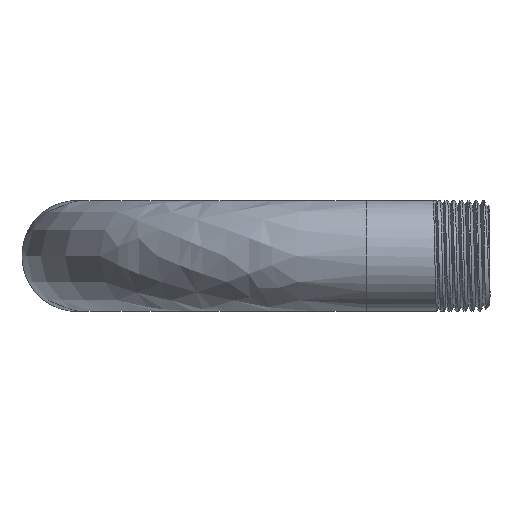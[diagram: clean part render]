
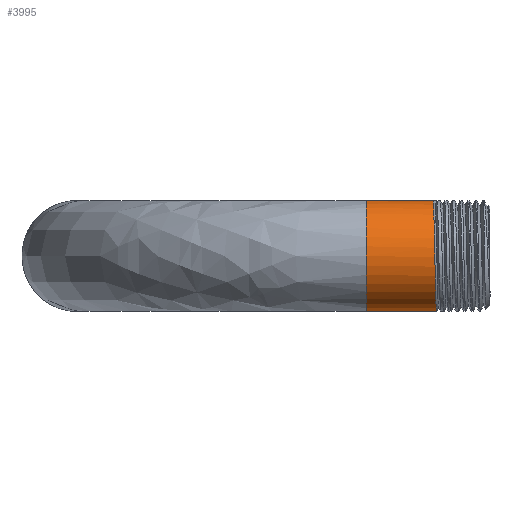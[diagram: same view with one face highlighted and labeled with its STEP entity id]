
A CAD part, left-side view. The second image highlights one B-rep face of the part: STEP entity #3995.
In plain terms, the highlighted cylindrical face has radius 13.45 mm (diameter 26.9 mm), a partial arc.
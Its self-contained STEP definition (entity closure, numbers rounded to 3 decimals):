
#278 = CARTESIAN_POINT ( 'NONE',  ( -73.049, -16.997, -13.107 ) ) ;
#297 = EDGE_LOOP ( 'NONE', ( #5438, #7323, #6995, #9509 ) ) ;
#309 = CARTESIAN_POINT ( 'NONE',  ( -80.937, -16.795, -7.841 ) ) ;
#344 = CARTESIAN_POINT ( 'NONE',  ( -83.109, -16.556, 3.042 ) ) ;
#363 = VECTOR ( 'NONE', #5149, 1000. ) ;
#380 = CARTESIAN_POINT ( 'NONE',  ( -76.738, -16.327, 11.649 ) ) ;
#885 = VECTOR ( 'NONE', #2592, 1000. ) ;
#933 = CARTESIAN_POINT ( 'NONE',  ( -70., -16.179, 13.45 ) ) ;
#1070 = CARTESIAN_POINT ( 'NONE',  ( -70., 0., 0. ) ) ;
#1096 = CARTESIAN_POINT ( 'NONE',  ( -74.325, -16.97, -12.743 ) ) ;
#1127 = CARTESIAN_POINT ( 'NONE',  ( -82.084, -16.749, -5.972 ) ) ;
#1158 = CARTESIAN_POINT ( 'NONE',  ( -82.748, -16.529, 4.311 ) ) ;
#1191 = CARTESIAN_POINT ( 'NONE',  ( -75.564, -16.299, 12.253 ) ) ;
#1879 = DIRECTION ( 'NONE',  ( 0., 0., -1. ) ) ;
#1902 = CARTESIAN_POINT ( 'NONE',  ( -75.548, -16.942, -12.26 ) ) ;
#1917 = DIRECTION ( 'NONE',  ( 0., -1., 0. ) ) ;
#1931 = CARTESIAN_POINT ( 'NONE',  ( -82.74, -16.712, -4.333 ) ) ;
#1961 = CARTESIAN_POINT ( 'NONE',  ( -82.092, -16.492, 5.956 ) ) ;
#1994 = CARTESIAN_POINT ( 'NONE',  ( -73.509, -16.253, 13.015 ) ) ;
#2092 = CARTESIAN_POINT ( 'NONE',  ( -70., -17.061, -13.45 ) ) ;
#2198 = B_SPLINE_CURVE_WITH_KNOTS ( 'NONE', 3,
 ( #3484, #8118, #5071, #278, #5850, #1096, #6628, #1902, #7391, #2707, #8148, #3512, #8939, #4294, #9713, #5104, #309, #5880, #1127, #6655, #1931, #7420, #2738, #8178, #3541, #8968, #4324, #9745, #5137, #344, #5909, #1158, #6686, #1961, #7447, #2771, #8210, #3574, #8999, #4359, #9776, #5171, #380, #5942, #1191, #6721, #1994, #7482, #2805, #8242 ),
 .UNSPECIFIED., .F., .F.,
 ( 4, 2, 2, 2, 2, 2, 2, 2, 2, 2, 2, 2, 2, 2, 2, 2, 2, 2, 2, 2, 2, 2, 2, 2, 4 ),
 ( 0.546, 0.548, 0.55, 0.551, 0.552, 0.553, 0.556, 0.557, 0.559, 0.561, 0.563, 0.564, 0.567, 0.568, 0.569, 0.571, 0.572, 0.575, 0.576, 0.577, 0.58, 0.581, 0.582, 0.585, 0.588 ),
 .UNSPECIFIED. ) ;
#2509 = LINE ( 'NONE', #5013, #363 ) ;
#2592 = DIRECTION ( 'NONE',  ( 0., -1., 0. ) ) ;
#2707 = CARTESIAN_POINT ( 'NONE',  ( -76.72, -16.915, -11.659 ) ) ;
#2738 = CARTESIAN_POINT ( 'NONE',  ( -83.105, -16.685, -3.06 ) ) ;
#2771 = CARTESIAN_POINT ( 'NONE',  ( -80.949, -16.446, 7.824 ) ) ;
#2805 = CARTESIAN_POINT ( 'NONE',  ( -70.888, -16.198, 13.45 ) ) ;
#3270 = FACE_OUTER_BOUND ( 'NONE', #297, .T. ) ;
#3400 = CARTESIAN_POINT ( 'NONE',  ( -70., 500000., -13.45 ) ) ;
#3484 = CARTESIAN_POINT ( 'NONE',  ( -70., -17.061, -13.45 ) ) ;
#3512 = CARTESIAN_POINT ( 'NONE',  ( -78.206, -16.878, -10.694 ) ) ;
#3541 = CARTESIAN_POINT ( 'NONE',  ( -83.449, -16.639, -0.898 ) ) ;
#3574 = CARTESIAN_POINT ( 'NONE',  ( -80.124, -16.418, 8.866 ) ) ;
#3995 = ADVANCED_FACE ( 'NONE', ( #3270 ), #5119, .T. ) ;
#4155 = EDGE_CURVE ( 'NONE', #4815, #6474, #4758, .T. ) ;
#4294 = CARTESIAN_POINT ( 'NONE',  ( -79.814, -16.832, -9.208 ) ) ;
#4324 = CARTESIAN_POINT ( 'NONE',  ( -83.429, -16.602, 0.874 ) ) ;
#4359 = CARTESIAN_POINT ( 'NONE',  ( -78.897, -16.382, 10.125 ) ) ;
#4476 = EDGE_CURVE ( 'NONE', #9113, #4910, #2509, .T. ) ;
#4758 = LINE ( 'NONE', #3400, #885 ) ;
#4815 = VERTEX_POINT ( 'NONE', #7707 ) ;
#4910 = VERTEX_POINT ( 'NONE', #933 ) ;
#5013 = CARTESIAN_POINT ( 'NONE',  ( -70., 500000., 13.45 ) ) ;
#5014 = EDGE_CURVE ( 'NONE', #6474, #4910, #2198, .T. ) ;
#5071 = CARTESIAN_POINT ( 'NONE',  ( -71.75, -17.025, -13.365 ) ) ;
#5087 = CARTESIAN_POINT ( 'NONE',  ( -70., 500000., 0. ) ) ;
#5104 = CARTESIAN_POINT ( 'NONE',  ( -80.672, -16.804, -8.199 ) ) ;
#5119 = CYLINDRICAL_SURFACE ( 'NONE', #5547, 13.45 ) ;
#5137 = CARTESIAN_POINT ( 'NONE',  ( -83.279, -16.575, 2.183 ) ) ;
#5149 = DIRECTION ( 'NONE',  ( 0., -1., 0. ) ) ;
#5171 = CARTESIAN_POINT ( 'NONE',  ( -77.121, -16.336, 11.419 ) ) ;
#5410 = DIRECTION ( 'NONE',  ( 0., 0., -1. ) ) ;
#5438 = ORIENTED_EDGE ( 'NONE', *, *, #4476, .F. ) ;
#5547 = AXIS2_PLACEMENT_3D ( 'NONE', #5087, #1917, #5410 ) ;
#5850 = CARTESIAN_POINT ( 'NONE',  ( -73.482, -16.988, -12.999 ) ) ;
#5880 = CARTESIAN_POINT ( 'NONE',  ( -81.67, -16.768, -6.744 ) ) ;
#5909 = CARTESIAN_POINT ( 'NONE',  ( -83.003, -16.547, 3.468 ) ) ;
#5942 = CARTESIAN_POINT ( 'NONE',  ( -75.961, -16.308, 12.065 ) ) ;
#6474 = VERTEX_POINT ( 'NONE', #2092 ) ;
#6606 = DIRECTION ( 'NONE',  ( 0., -1., 0. ) ) ;
#6628 = CARTESIAN_POINT ( 'NONE',  ( -74.738, -16.96, -12.595 ) ) ;
#6655 = CARTESIAN_POINT ( 'NONE',  ( -82.59, -16.722, -4.752 ) ) ;
#6686 = CARTESIAN_POINT ( 'NONE',  ( -82.598, -16.519, 4.731 ) ) ;
#6721 = CARTESIAN_POINT ( 'NONE',  ( -74.351, -16.272, 12.757 ) ) ;
#6995 = ORIENTED_EDGE ( 'NONE', *, *, #4155, .T. ) ;
#7323 = ORIENTED_EDGE ( 'NONE', *, *, #8134, .T. ) ;
#7391 = CARTESIAN_POINT ( 'NONE',  ( -75.944, -16.933, -12.073 ) ) ;
#7420 = CARTESIAN_POINT ( 'NONE',  ( -82.998, -16.694, -3.487 ) ) ;
#7447 = CARTESIAN_POINT ( 'NONE',  ( -81.679, -16.474, 6.729 ) ) ;
#7482 = CARTESIAN_POINT ( 'NONE',  ( -71.768, -16.216, 13.363 ) ) ;
#7707 = CARTESIAN_POINT ( 'NONE',  ( -70., 0., -13.45 ) ) ;
#8118 = CARTESIAN_POINT ( 'NONE',  ( -70.878, -17.043, -13.45 ) ) ;
#8134 = EDGE_CURVE ( 'NONE', #9113, #4815, #9063, .T. ) ;
#8148 = CARTESIAN_POINT ( 'NONE',  ( -77.1, -16.905, -11.432 ) ) ;
#8173 = CARTESIAN_POINT ( 'NONE',  ( -70., 0., 13.45 ) ) ;
#8178 = CARTESIAN_POINT ( 'NONE',  ( -83.362, -16.657, -1.771 ) ) ;
#8210 = CARTESIAN_POINT ( 'NONE',  ( -80.687, -16.437, 8.179 ) ) ;
#8242 = CARTESIAN_POINT ( 'NONE',  ( -70., -16.179, 13.45 ) ) ;
#8371 = AXIS2_PLACEMENT_3D ( 'NONE', #1070, #6606, #1879 ) ;
#8939 = CARTESIAN_POINT ( 'NONE',  ( -78.884, -16.859, -10.137 ) ) ;
#8968 = CARTESIAN_POINT ( 'NONE',  ( -83.45, -16.611, 0.431 ) ) ;
#8999 = CARTESIAN_POINT ( 'NONE',  ( -79.828, -16.409, 9.193 ) ) ;
#9063 = CIRCLE ( 'NONE', #8371, 13.45 ) ;
#9113 = VERTEX_POINT ( 'NONE', #8173 ) ;
#9509 = ORIENTED_EDGE ( 'NONE', *, *, #5014, .T. ) ;
#9713 = CARTESIAN_POINT ( 'NONE',  ( -80.11, -16.823, -8.882 ) ) ;
#9745 = CARTESIAN_POINT ( 'NONE',  ( -83.343, -16.584, 1.749 ) ) ;
#9776 = CARTESIAN_POINT ( 'NONE',  ( -78.22, -16.364, 10.682 ) ) ;
